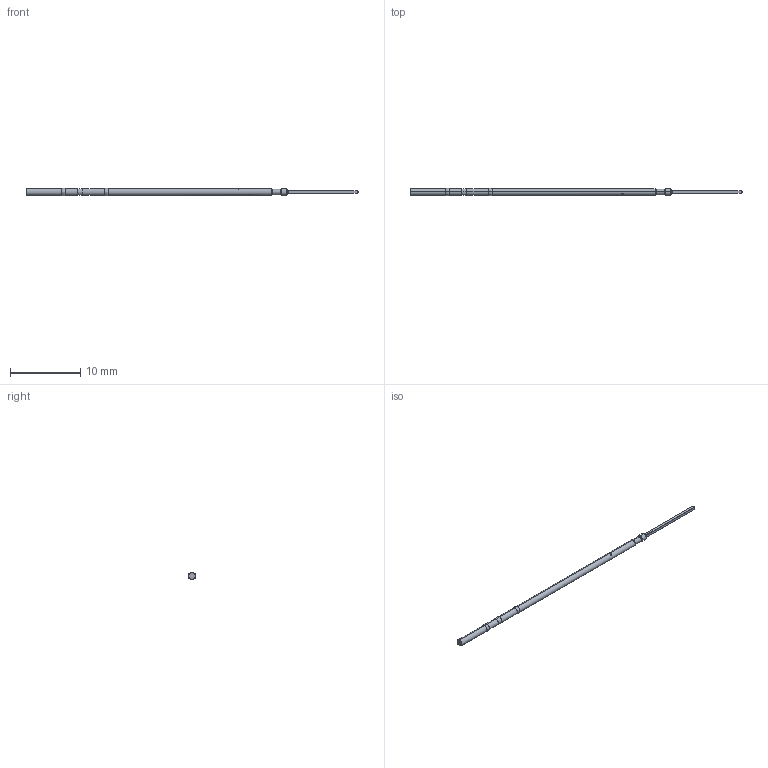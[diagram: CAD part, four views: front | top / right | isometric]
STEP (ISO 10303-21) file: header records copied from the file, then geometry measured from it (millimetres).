
FILE_DESCRIPTION (( 'STEP AP214' ), '1' );
FILE_NAME ('050-SRB255W1.STEP', '2019-08-29T10:40:54', ( '' ), ( '' ), 'SwSTEP 2.0', 'SolidWorks 2018', '' );
FILE_SCHEMA (( 'AUTOMOTIVE_DESIGN' ));
Length unit declared in the file: inch
Products named in the file (1): 050-SRB255W1
Bounding box: 47.37 x 1.04 x 1.05 mm (x, y, z)
Volume: 28 mm3; surface area: 128.3 mm2
Topology: 1 solids, 1 shells, 52 faces, 112 edges, 66 vertices
Faces by surface type: cone 18, cylinder 14, plane 14, torus 6
Entity records: 2301 total; most frequent: CARTESIAN_POINT 460, DIRECTION 250, ORIENTED_EDGE 224, EDGE_CURVE 112, AXIS2_PLACEMENT_3D 103, VERTEX_POINT 66, EDGE_LOOP 56, LENGTH_MEASURE_WITH_UNIT 55
